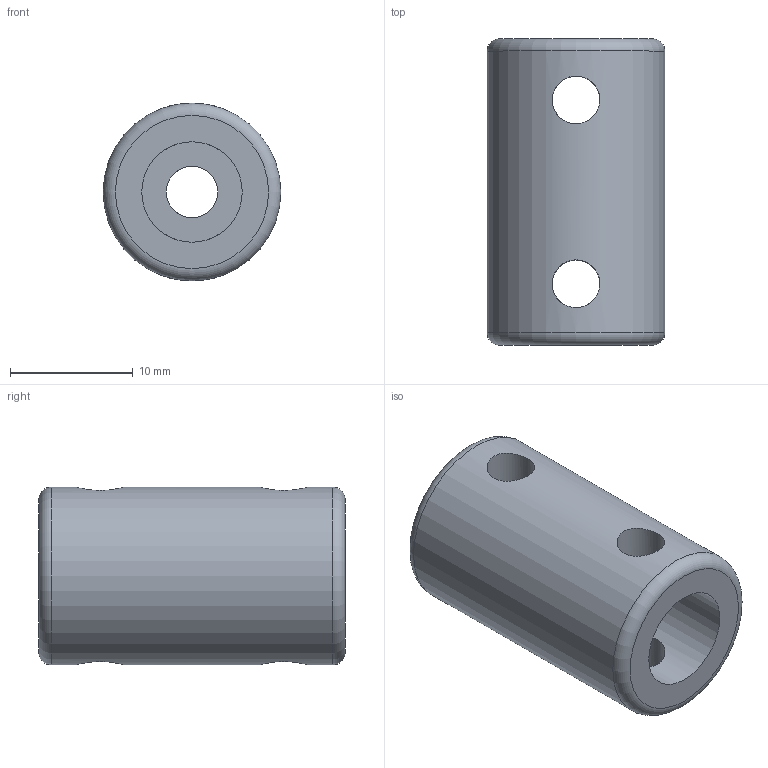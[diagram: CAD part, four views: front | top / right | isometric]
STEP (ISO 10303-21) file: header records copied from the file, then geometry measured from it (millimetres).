
FILE_DESCRIPTION(/* description */ (''),/* implementation_level */ '2;1');
FILE_NAME(/* name */ '',/* time_stamp */ '2025-10-14T18:47:06+03:00',/* author */ ('I9232'),/* organization */ (''),/* preprocessor_version */ 'ST-DEVELOPER v19.2',/* originating_system */ 'Autodesk Inventor 2023',/* authorisation */ '');
FILE_SCHEMA (('AUTOMOTIVE_DESIGN { 1 0 10303 214 3 1 1 }'));
Length unit declared in the file: millimetre
Products named in the file (1): Деталь1
Bounding box: 14.5 x 25 x 14.5 mm (x, y, z)
Volume: 3071.7 mm3; surface area: 2004.4 mm2
Topology: 1 solids, 1 shells, 12 faces, 33 edges, 24 vertices
Faces by surface type: cylinder 7, plane 3, torus 2
Full cylindrical faces by diameter (mm): 3.9 x4, 4.2 x1, 8.2 x1, 14.5 x1
Entity records: 734 total; most frequent: CARTESIAN_POINT 372, ORIENTED_EDGE 66, DIRECTION 57, EDGE_CURVE 33, AXIS2_PLACEMENT_3D 25, VERTEX_POINT 24, EDGE_LOOP 23, B_SPLINE_CURVE_WITH_KNOTS 14
